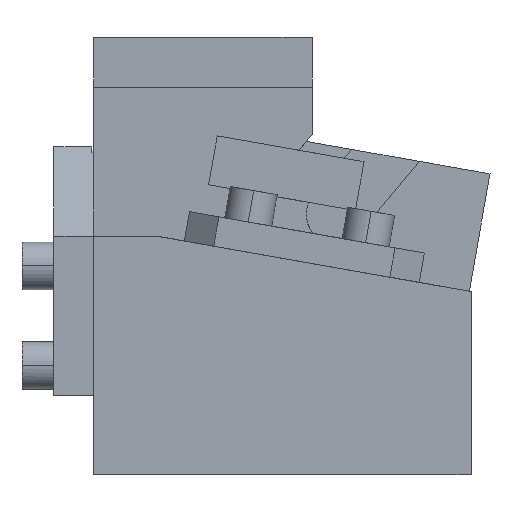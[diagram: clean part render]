
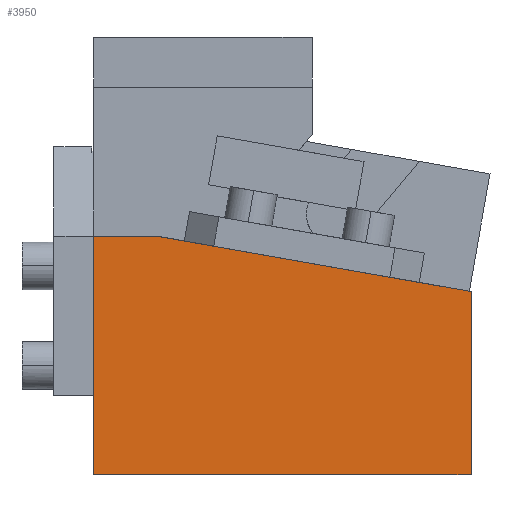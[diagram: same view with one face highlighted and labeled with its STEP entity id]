
A CAD part, front view. The second image highlights one B-rep face of the part: STEP entity #3950.
In plain terms, the highlighted planar face has unit normal (0, -1, 0).
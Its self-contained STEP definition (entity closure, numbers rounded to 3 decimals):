
#202=CARTESIAN_POINT('Line Origine',(110.928,0.,106.057)) ;
#206=CARTESIAN_POINT('Vertex',(31.856,0.,120.)) ;
#208=CARTESIAN_POINT('Vertex',(190.,0.,92.115)) ;
#2027=CARTESIAN_POINT('Control Point',(0.,0.,120.)) ;
#2028=CARTESIAN_POINT('Control Point',(6.371,0.,120.)) ;
#2029=CARTESIAN_POINT('Control Point',(12.742,0.,120.)) ;
#2030=CARTESIAN_POINT('Control Point',(19.114,0.,120.)) ;
#2031=CARTESIAN_POINT('Control Point',(25.485,0.,120.)) ;
#2032=CARTESIAN_POINT('Control Point',(31.856,0.,120.)) ;
#2033=CARTESIAN_POINT('Vertex',(0.,0.,120.)) ;
#2246=CARTESIAN_POINT('Vertex',(0.,0.,0.)) ;
#2250=CARTESIAN_POINT('Control Point',(0.,0.,120.)) ;
#2251=CARTESIAN_POINT('Control Point',(0.,0.,96.)) ;
#2252=CARTESIAN_POINT('Control Point',(0.,0.,72.)) ;
#2253=CARTESIAN_POINT('Control Point',(0.,0.,48.)) ;
#2254=CARTESIAN_POINT('Control Point',(0.,0.,24.)) ;
#2255=CARTESIAN_POINT('Control Point',(0.,0.,0.)) ;
#3926=CARTESIAN_POINT('Axis2P3D Location',(0.,0.,0.)) ;
#3931=CARTESIAN_POINT('Line Origine',(95.,0.,0.)) ;
#3935=CARTESIAN_POINT('Vertex',(190.,0.,0.)) ;
#3938=CARTESIAN_POINT('Line Origine',(190.,0.,46.057)) ;
#203=DIRECTION('Vector Direction',(0.985,0.,-0.174)) ;
#3927=DIRECTION('Axis2P3D Direction',(0.,-1.,0.)) ;
#3928=DIRECTION('Axis2P3D XDirection',(1.,0.,0.)) ;
#3932=DIRECTION('Vector Direction',(-1.,0.,0.)) ;
#3939=DIRECTION('Vector Direction',(0.,0.,1.)) ;
#3929=AXIS2_PLACEMENT_3D('Plane Axis2P3D',#3926,#3927,#3928) ;
#3944=ORIENTED_EDGE('',*,*,#2035,.F.) ;
#3945=ORIENTED_EDGE('',*,*,#2256,.T.) ;
#3946=ORIENTED_EDGE('',*,*,#3937,.F.) ;
#3947=ORIENTED_EDGE('',*,*,#3942,.T.) ;
#3948=ORIENTED_EDGE('',*,*,#210,.F.) ;
#204=VECTOR('Line Direction',#203,1.) ;
#3933=VECTOR('Line Direction',#3932,1.) ;
#3940=VECTOR('Line Direction',#3939,1.) ;
#3950=ADVANCED_FACE('CAM HOLDER',(#3949),#3930,.T.) ;
#2026=B_SPLINE_CURVE_WITH_KNOTS('',5,(#2027,#2028,#2029,#2030,#2031,#2032),.UNSPECIFIED.,.F.,.U.,(6,6),(0.,31.856),.UNSPECIFIED.) ;
#2249=B_SPLINE_CURVE_WITH_KNOTS('',5,(#2250,#2251,#2252,#2253,#2254,#2255),.UNSPECIFIED.,.F.,.U.,(6,6),(0.,120.),.UNSPECIFIED.) ;
#210=EDGE_CURVE('',#207,#209,#205,.T.) ;
#2035=EDGE_CURVE('',#2034,#207,#2026,.T.) ;
#2256=EDGE_CURVE('',#2034,#2247,#2249,.T.) ;
#3937=EDGE_CURVE('',#3936,#2247,#3934,.T.) ;
#3942=EDGE_CURVE('',#3936,#209,#3941,.T.) ;
#3943=EDGE_LOOP('',(#3944,#3945,#3946,#3947,#3948)) ;
#3949=FACE_OUTER_BOUND('',#3943,.T.) ;
#205=LINE('Line',#202,#204) ;
#3934=LINE('Line',#3931,#3933) ;
#3941=LINE('Line',#3938,#3940) ;
#3930=PLANE('Plane',#3929) ;
#207=VERTEX_POINT('',#206) ;
#209=VERTEX_POINT('',#208) ;
#2034=VERTEX_POINT('',#2033) ;
#2247=VERTEX_POINT('',#2246) ;
#3936=VERTEX_POINT('',#3935) ;
